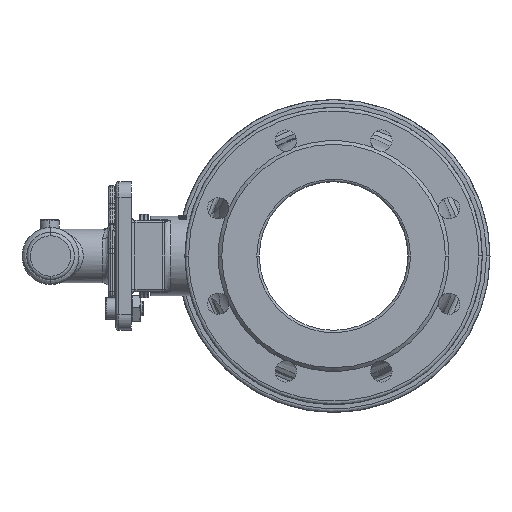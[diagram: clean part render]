
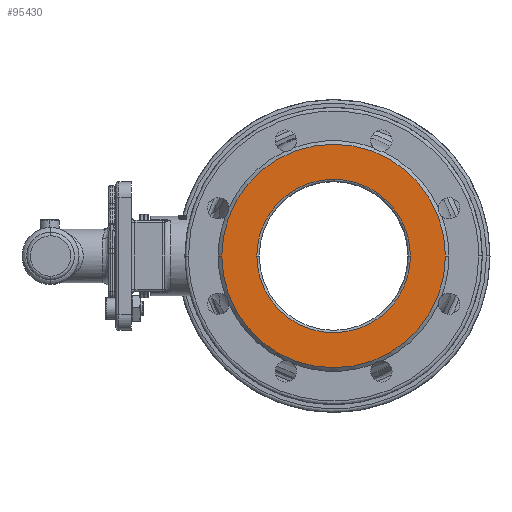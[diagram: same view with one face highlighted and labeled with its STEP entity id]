
A CAD part, left-side view. The second image highlights one B-rep face of the part: STEP entity #95430.
In plain terms, the highlighted planar face has unit normal (-1, 0, 0).
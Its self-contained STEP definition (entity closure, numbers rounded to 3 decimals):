
#2250 = VERTEX_POINT ( 'NONE', #90441 ) ;
#5362 = FACE_OUTER_BOUND ( 'NONE', #11062, .T. ) ;
#7203 =( BOUNDED_CURVE ( )  B_SPLINE_CURVE ( 3, ( #26150, #80601, #33991, #88439 ),
 .UNSPECIFIED., .F., .F. ) 
 B_SPLINE_CURVE_WITH_KNOTS ( ( 4, 4 ),
 ( 0., 1. ),
 .UNSPECIFIED. ) 
 CURVE ( )  GEOMETRIC_REPRESENTATION_ITEM ( )  RATIONAL_B_SPLINE_CURVE ( ( 1., 0.333, 0.333, 1. ) ) 
 REPRESENTATION_ITEM ( '' )  );
#8400 = ORIENTED_EDGE ( 'NONE', *, *, #40952, .F. ) ;
#11062 = EDGE_LOOP ( 'NONE', ( #56297, #91789 ) ) ;
#15446 = CIRCLE ( 'NONE', #54279, 94. ) ;
#16082 = DIRECTION ( 'NONE',  ( 1., 0., 0. ) ) ;
#17061 = CARTESIAN_POINT ( 'NONE',  ( -153., 64.5, 0. ) ) ;
#22535 = AXIS2_PLACEMENT_3D ( 'NONE', #62734, #16082, #70556 ) ;
#23561 = DIRECTION ( 'NONE',  ( 1., 0., 0. ) ) ;
#25555 = VERTEX_POINT ( 'NONE', #100114 ) ;
#26150 = CARTESIAN_POINT ( 'NONE',  ( -153., -64.5, 0. ) ) ;
#28046 = EDGE_CURVE ( 'NONE', #57366, #25555, #63958, .T. ) ;
#33991 = CARTESIAN_POINT ( 'NONE',  ( -153., 64.5, 129. ) ) ;
#36228 = ORIENTED_EDGE ( 'NONE', *, *, #71638, .F. ) ;
#36611 = CARTESIAN_POINT ( 'NONE',  ( -153., 94., 0. ) ) ;
#36798 = CARTESIAN_POINT ( 'NONE',  ( -153., -64.5, -129. ) ) ;
#40952 = EDGE_CURVE ( 'NONE', #63822, #2250, #93570, .T. ) ;
#44430 = DIRECTION ( 'NONE',  ( 0., 1., 0. ) ) ;
#49439 = CARTESIAN_POINT ( 'NONE',  ( -153., 94., 0. ) ) ;
#54279 = AXIS2_PLACEMENT_3D ( 'NONE', #70212, #23561, #78028 ) ;
#56297 = ORIENTED_EDGE ( 'NONE', *, *, #28046, .F. ) ;
#57366 = VERTEX_POINT ( 'NONE', #49439 ) ;
#59943 = CARTESIAN_POINT ( 'NONE',  ( -153., 64.5, -129. ) ) ;
#62372 = EDGE_LOOP ( 'NONE', ( #8400, #36228 ) ) ;
#62734 = CARTESIAN_POINT ( 'NONE',  ( -153., 0., 0. ) ) ;
#63822 = VERTEX_POINT ( 'NONE', #17061 ) ;
#63958 = CIRCLE ( 'NONE', #22535, 94. ) ;
#66182 = AXIS2_PLACEMENT_3D ( 'NONE', #36611, #91066, #44430 ) ;
#67739 = CARTESIAN_POINT ( 'NONE',  ( -153., 64.5, 0. ) ) ;
#70212 = CARTESIAN_POINT ( 'NONE',  ( -153., 0., 0. ) ) ;
#70556 = DIRECTION ( 'NONE',  ( 0., 1., 0. ) ) ;
#71638 = EDGE_CURVE ( 'NONE', #2250, #63822, #7203, .T. ) ;
#75385 = PLANE ( 'NONE',  #66182 ) ;
#78028 = DIRECTION ( 'NONE',  ( 0., 1., 0. ) ) ;
#80601 = CARTESIAN_POINT ( 'NONE',  ( -153., -64.5, 129. ) ) ;
#88123 = FACE_BOUND ( 'NONE', #62372, .T. ) ;
#88439 = CARTESIAN_POINT ( 'NONE',  ( -153., 64.5, 0. ) ) ;
#89480 = EDGE_CURVE ( 'NONE', #25555, #57366, #15446, .T. ) ;
#90441 = CARTESIAN_POINT ( 'NONE',  ( -153., -64.5, 0. ) ) ;
#91066 = DIRECTION ( 'NONE',  ( 1., 0., 0. ) ) ;
#91248 = CARTESIAN_POINT ( 'NONE',  ( -153., -64.5, 0. ) ) ;
#91789 = ORIENTED_EDGE ( 'NONE', *, *, #89480, .F. ) ;
#93570 =( BOUNDED_CURVE ( )  B_SPLINE_CURVE ( 3, ( #67739, #59943, #36798, #91248 ),
 .UNSPECIFIED., .F., .F. ) 
 B_SPLINE_CURVE_WITH_KNOTS ( ( 4, 4 ),
 ( 0., 1. ),
 .UNSPECIFIED. ) 
 CURVE ( )  GEOMETRIC_REPRESENTATION_ITEM ( )  RATIONAL_B_SPLINE_CURVE ( ( 1., 0.333, 0.333, 1. ) ) 
 REPRESENTATION_ITEM ( '' )  );
#95430 = ADVANCED_FACE ( 'NONE', ( #5362, #88123 ), #75385, .F. ) ;
#100114 = CARTESIAN_POINT ( 'NONE',  ( -153., -94., 0. ) ) ;
